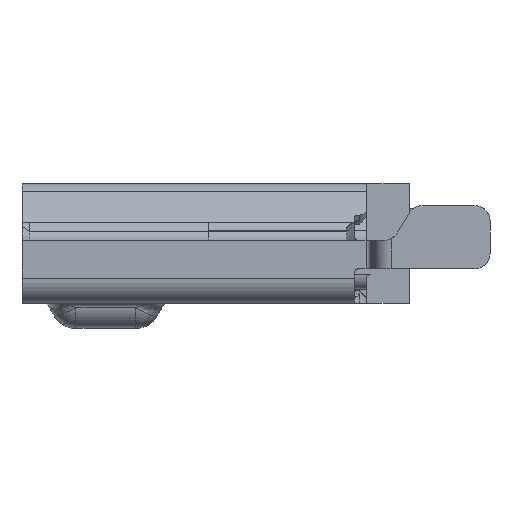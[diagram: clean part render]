
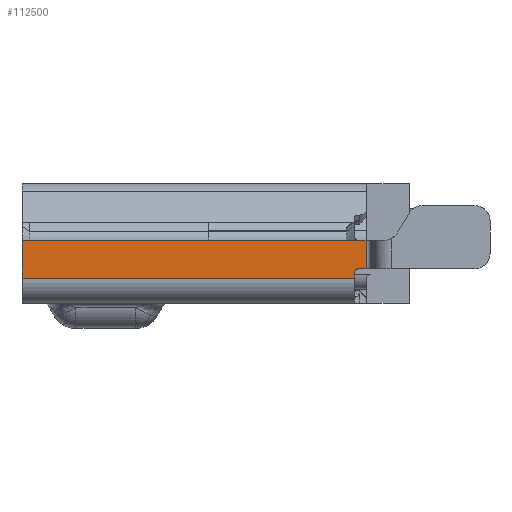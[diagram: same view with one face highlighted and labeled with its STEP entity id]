
A CAD part, front view. The second image highlights one B-rep face of the part: STEP entity #112500.
In plain terms, the highlighted planar face has unit normal (0, -1, 0).
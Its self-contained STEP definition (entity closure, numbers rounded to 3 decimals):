
#108910=CARTESIAN_POINT('',(5.9,-3.7,0.059));
#108920=VERTEX_POINT('',#108910);
#108950=CARTESIAN_POINT('',(5.9,-3.7,
0.06));
#108960=DIRECTION('',(-1.,0.,0.));
#108970=VECTOR('',#108960,1.);
#108980=LINE('',#108950,#108970);
#108990=CARTESIAN_POINT('',(-0.8,-3.7,0.059));
#109000=VERTEX_POINT('',#108990);
#109010=EDGE_CURVE('',#108920,#109000,#108980,.T.);
#110550=CARTESIAN_POINT('',(-0.8,-3.7,0.));
#110560=DIRECTION('',(0.,-0.,1.));
#110570=VECTOR('',#110560,1.);
#110580=LINE('',#110550,#110570);
#110590=CARTESIAN_POINT('',(-0.8,-3.7,-0.69));
#110600=VERTEX_POINT('',#110590);
#110610=EDGE_CURVE('',#110600,#109000,#110580,.T.);
#111810=CARTESIAN_POINT('',(-0.932,-3.7,-0.69));
#111820=DIRECTION('',(1.,0.,0.));
#111830=VECTOR('',#111820,1.);
#111840=LINE('',#111810,#111830);
#111850=CARTESIAN_POINT('',(5.8,-3.7,-0.69));
#111860=VERTEX_POINT('',#111850);
#111870=EDGE_CURVE('',#110600,#111860,#111840,.T.);
#112010=CARTESIAN_POINT('',(-0.937,-3.7,-0.705));
#112020=DIRECTION('',(0.,1.,0.));
#112030=DIRECTION('',(1.,-0.,0.));
#112040=AXIS2_PLACEMENT_3D('',#112010,#112020,#112030);
#112050=PLANE('',#112040);
#112060=CARTESIAN_POINT('',(0.,-3.7,-0.5));
#112070=DIRECTION('',(1.,0.,-0.));
#112080=VECTOR('',#112070,1.);
#112090=LINE('',#112060,#112080);
#112100=CARTESIAN_POINT('',(5.9,-3.7,-0.5));
#112110=VERTEX_POINT('',#112100);
#112120=CARTESIAN_POINT('',(6.038,-3.7,-0.5));
#112130=VERTEX_POINT('',#112120);
#112140=EDGE_CURVE('',#112110,#112130,#112090,.T.);
#112150=ORIENTED_EDGE('',*,*,#112140,.T.);
#112160=CARTESIAN_POINT('',(5.9,-3.7,-0.6));
#112170=DIRECTION('',(-0.,-1.,-0.));
#112180=DIRECTION('',(1.,0.,0.));
#112190=AXIS2_PLACEMENT_3D('',#112160,#112170,#112180);
#112200=CIRCLE('',#112190,0.1);
#112210=CARTESIAN_POINT('',(5.8,-3.7,-0.6));
#112220=VERTEX_POINT('',#112210);
#112230=EDGE_CURVE('',#112110,#112220,#112200,.T.);
#112240=ORIENTED_EDGE('',*,*,#112230,.F.);
#112250=CARTESIAN_POINT('',(5.8,-3.7,0.));
#112260=DIRECTION('',(-0.,-0.,-1.));
#112270=VECTOR('',#112260,1.);
#112280=LINE('',#112250,#112270);
#112290=EDGE_CURVE('',#112220,#111860,#112280,.T.);
#112300=ORIENTED_EDGE('',*,*,#112290,.F.);
#112310=ORIENTED_EDGE('',*,*,#111870,.T.);
#112320=ORIENTED_EDGE('',*,*,#110610,.F.);
#112330=ORIENTED_EDGE('',*,*,#109010,.T.);
#112340=CARTESIAN_POINT('',(0.,-3.7,0.06));
#112350=DIRECTION('',(-1.,0.,-0.));
#112360=VECTOR('',#112350,1.);
#112370=LINE('',#112340,#112360);
#112380=CARTESIAN_POINT('',(6.038,-3.7,
0.06));
#112390=VERTEX_POINT('',#112380);
#112400=EDGE_CURVE('',#112390,#108920,#112370,.T.);
#112410=ORIENTED_EDGE('',*,*,#112400,.T.);
#112420=CARTESIAN_POINT('',(6.038,-3.7,
0.06));
#112430=DIRECTION('',(0.,0.,-1.));
#112440=VECTOR('',#112430,1.);
#112450=LINE('',#112420,#112440);
#112460=EDGE_CURVE('',#112390,#112130,#112450,.T.);
#112470=ORIENTED_EDGE('',*,*,#112460,.F.);
#112480=EDGE_LOOP('',(#112470,#112410,#112330,#112320,#112310,#112300,
#112240,#112150));
#112490=FACE_OUTER_BOUND('',#112480,.T.);
#112500=ADVANCED_FACE('',(#112490),#112050,.F.);
